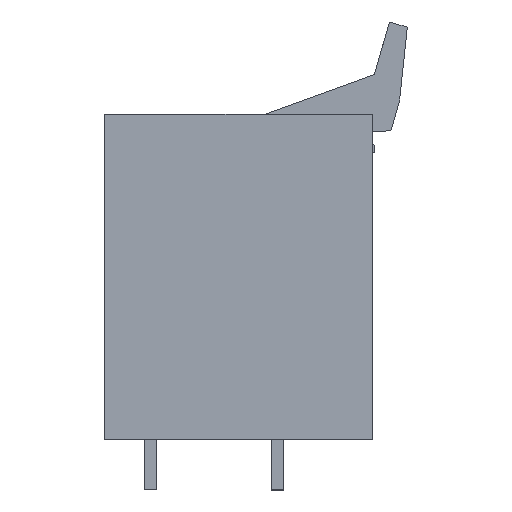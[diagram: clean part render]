
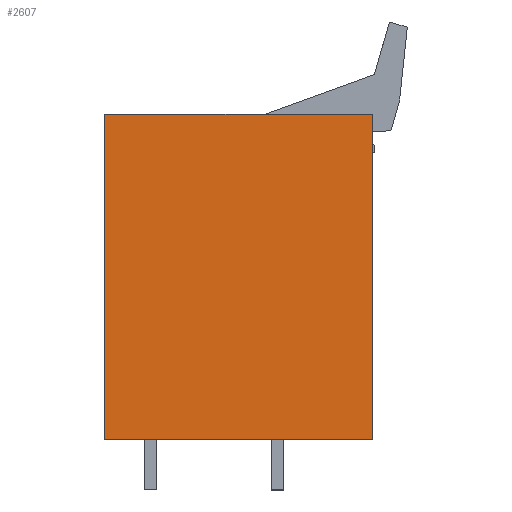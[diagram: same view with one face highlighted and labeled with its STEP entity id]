
A CAD part, left-side view. The second image highlights one B-rep face of the part: STEP entity #2607.
In plain terms, the highlighted planar face has unit normal (-1, 0, 0).
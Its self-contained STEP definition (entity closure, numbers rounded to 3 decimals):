
#2587=AXIS2_PLACEMENT_3D('Plane Axis2P3D',#2584,#2585,#2586) ;
#593=CARTESIAN_POINT('Vertex',(0.,3.452,5.)) ;
#596=CARTESIAN_POINT('Line Origine',(0.,16.677,5.)) ;
#600=CARTESIAN_POINT('Vertex',(0.,29.902,5.)) ;
#1207=CARTESIAN_POINT('Vertex',(0.,3.452,37.13)) ;
#1210=CARTESIAN_POINT('Line Origine',(0.,3.452,21.065)) ;
#2584=CARTESIAN_POINT('Axis2P3D Location',(0.,29.902,0.)) ;
#2589=CARTESIAN_POINT('Line Origine',(0.,16.677,37.13)) ;
#2593=CARTESIAN_POINT('Vertex',(0.,29.902,37.13)) ;
#2596=CARTESIAN_POINT('Line Origine',(0.,29.902,21.065)) ;
#597=DIRECTION('Vector Direction',(0.,-1.,0.)) ;
#1211=DIRECTION('Vector Direction',(0.,0.,1.)) ;
#2585=DIRECTION('Axis2P3D Direction',(-1.,0.,0.)) ;
#2586=DIRECTION('Axis2P3D XDirection',(0.,-1.,0.)) ;
#2590=DIRECTION('Vector Direction',(0.,-1.,0.)) ;
#2597=DIRECTION('Vector Direction',(0.,0.,1.)) ;
#598=VECTOR('Line Direction',#597,1.) ;
#1212=VECTOR('Line Direction',#1211,1.) ;
#2591=VECTOR('Line Direction',#2590,1.) ;
#2598=VECTOR('Line Direction',#2597,1.) ;
#2602=ORIENTED_EDGE('',*,*,#1214,.F.) ;
#2603=ORIENTED_EDGE('',*,*,#2595,.F.) ;
#2604=ORIENTED_EDGE('',*,*,#2600,.F.) ;
#2605=ORIENTED_EDGE('',*,*,#602,.F.) ;
#2607=ADVANCED_FACE('HOUSING',(#2606),#2588,.T.) ;
#602=EDGE_CURVE('',#594,#601,#599,.F.) ;
#1214=EDGE_CURVE('',#1208,#594,#1213,.F.) ;
#2595=EDGE_CURVE('',#2594,#1208,#2592,.T.) ;
#2600=EDGE_CURVE('',#601,#2594,#2599,.T.) ;
#2601=EDGE_LOOP('',(#2602,#2603,#2604,#2605)) ;
#2606=FACE_OUTER_BOUND('',#2601,.T.) ;
#599=LINE('Line',#596,#598) ;
#1213=LINE('Line',#1210,#1212) ;
#2592=LINE('Line',#2589,#2591) ;
#2599=LINE('Line',#2596,#2598) ;
#2588=PLANE('',#2587) ;
#594=VERTEX_POINT('',#593) ;
#601=VERTEX_POINT('',#600) ;
#1208=VERTEX_POINT('',#1207) ;
#2594=VERTEX_POINT('',#2593) ;
